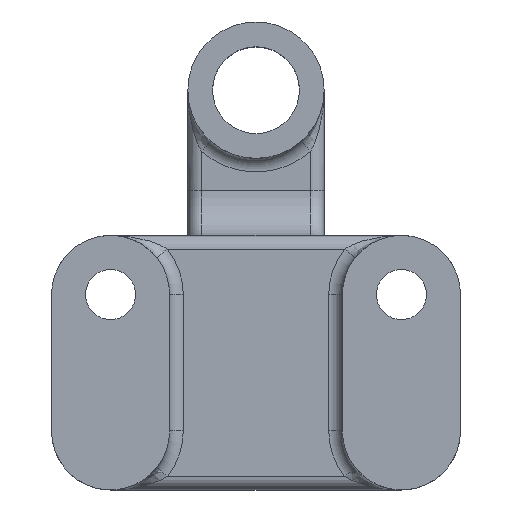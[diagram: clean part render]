
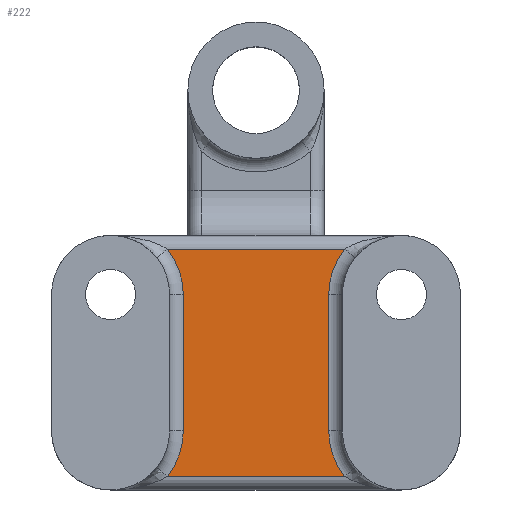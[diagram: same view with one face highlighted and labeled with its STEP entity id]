
A CAD part, top view. The second image highlights one B-rep face of the part: STEP entity #222.
In plain terms, the highlighted planar face has unit normal (0, 0, 1).
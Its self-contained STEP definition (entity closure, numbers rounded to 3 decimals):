
#44 = ORIENTED_EDGE ( 'NONE', *, *, #259, .T. ) ;
#71 = VERTEX_POINT ( 'NONE', #1802 ) ;
#139 = EDGE_CURVE ( 'NONE', #260, #2462, #1362, .T. ) ;
#171 = CIRCLE ( 'NONE', #1884, 16. ) ;
#186 = DIRECTION ( 'NONE',  ( 0., 0., -1. ) ) ;
#222 = ADVANCED_FACE ( 'NONE', ( #2557 ), #1469, .F. ) ;
#259 = EDGE_CURVE ( 'NONE', #1903, #260, #1855, .T. ) ;
#260 = VERTEX_POINT ( 'NONE', #2085 ) ;
#278 = CARTESIAN_POINT ( 'NONE',  ( -16., 0., 17. ) ) ;
#283 = CARTESIAN_POINT ( 'NONE',  ( -32., -30., 17. ) ) ;
#321 = EDGE_CURVE ( 'NONE', #2462, #569, #1052, .T. ) ;
#327 = VECTOR ( 'NONE', #1757, 1000. ) ;
#371 = VERTEX_POINT ( 'NONE', #452 ) ;
#372 = AXIS2_PLACEMENT_3D ( 'NONE', #2741, #186, #2331 ) ;
#421 = AXIS2_PLACEMENT_3D ( 'NONE', #1021, #1483, #2569 ) ;
#444 = CIRCLE ( 'NONE', #801, 16. ) ;
#452 = CARTESIAN_POINT ( 'NONE',  ( -16., 0., 17. ) ) ;
#464 = EDGE_CURVE ( 'NONE', #371, #2521, #2009, .T. ) ;
#567 = ORIENTED_EDGE ( 'NONE', *, *, #139, .T. ) ;
#569 = VERTEX_POINT ( 'NONE', #2332 ) ;
#617 = CARTESIAN_POINT ( 'NONE',  ( -19.51, -40., 17. ) ) ;
#801 = AXIS2_PLACEMENT_3D ( 'NONE', #283, #1940, #860 ) ;
#807 = ORIENTED_EDGE ( 'NONE', *, *, #321, .T. ) ;
#857 = ORIENTED_EDGE ( 'NONE', *, *, #1346, .T. ) ;
#860 = DIRECTION ( 'NONE',  ( -1., 0., 0. ) ) ;
#905 = CARTESIAN_POINT ( 'NONE',  ( 32., -40., 17. ) ) ;
#966 = CARTESIAN_POINT ( 'NONE',  ( -32., 0., 17. ) ) ;
#1021 = CARTESIAN_POINT ( 'NONE',  ( 32., -30., 17. ) ) ;
#1052 = CIRCLE ( 'NONE', #1185, 16. ) ;
#1056 = CARTESIAN_POINT ( 'NONE',  ( -16., -30., 17. ) ) ;
#1075 = VECTOR ( 'NONE', #1352, 1000. ) ;
#1165 = EDGE_CURVE ( 'NONE', #569, #71, #2636, .T. ) ;
#1185 = AXIS2_PLACEMENT_3D ( 'NONE', #1755, #1771, #1739 ) ;
#1187 = EDGE_CURVE ( 'NONE', #1271, #1903, #1194, .T. ) ;
#1194 = LINE ( 'NONE', #905, #2790 ) ;
#1271 = VERTEX_POINT ( 'NONE', #617 ) ;
#1316 = VECTOR ( 'NONE', #1568, 1000. ) ;
#1346 = EDGE_CURVE ( 'NONE', #2521, #1271, #444, .T. ) ;
#1352 = DIRECTION ( 'NONE',  ( -1., 0., 0. ) ) ;
#1362 = LINE ( 'NONE', #2648, #327 ) ;
#1382 = CARTESIAN_POINT ( 'NONE',  ( 32., 10., 17. ) ) ;
#1383 = DIRECTION ( 'NONE',  ( -1., 0., 0. ) ) ;
#1408 = EDGE_CURVE ( 'NONE', #71, #371, #171, .T. ) ;
#1469 = PLANE ( 'NONE',  #372 ) ;
#1483 = DIRECTION ( 'NONE',  ( 0., 0., -1. ) ) ;
#1568 = DIRECTION ( 'NONE',  ( 0., -1., 0. ) ) ;
#1573 = ORIENTED_EDGE ( 'NONE', *, *, #1187, .T. ) ;
#1598 = EDGE_LOOP ( 'NONE', ( #1573, #44, #567, #807, #2795, #2038, #1645, #857 ) ) ;
#1601 = CARTESIAN_POINT ( 'NONE',  ( 19.51, -40., 17. ) ) ;
#1645 = ORIENTED_EDGE ( 'NONE', *, *, #464, .T. ) ;
#1739 = DIRECTION ( 'NONE',  ( -1., 0., 0. ) ) ;
#1755 = CARTESIAN_POINT ( 'NONE',  ( 32., 0., 17. ) ) ;
#1757 = DIRECTION ( 'NONE',  ( 0., 1., 0. ) ) ;
#1761 = DIRECTION ( 'NONE',  ( 1., 0., 0. ) ) ;
#1771 = DIRECTION ( 'NONE',  ( 0., 0., -1. ) ) ;
#1802 = CARTESIAN_POINT ( 'NONE',  ( -19.51, 10., 17. ) ) ;
#1855 = CIRCLE ( 'NONE', #421, 16. ) ;
#1884 = AXIS2_PLACEMENT_3D ( 'NONE', #966, #2491, #1383 ) ;
#1903 = VERTEX_POINT ( 'NONE', #1601 ) ;
#1940 = DIRECTION ( 'NONE',  ( 0., 0., -1. ) ) ;
#2009 = LINE ( 'NONE', #278, #1316 ) ;
#2038 = ORIENTED_EDGE ( 'NONE', *, *, #1408, .T. ) ;
#2085 = CARTESIAN_POINT ( 'NONE',  ( 16., -30., 17. ) ) ;
#2248 = CARTESIAN_POINT ( 'NONE',  ( 16., 0., 17. ) ) ;
#2331 = DIRECTION ( 'NONE',  ( -1., 0., 0. ) ) ;
#2332 = CARTESIAN_POINT ( 'NONE',  ( 19.51, 10., 17. ) ) ;
#2462 = VERTEX_POINT ( 'NONE', #2248 ) ;
#2491 = DIRECTION ( 'NONE',  ( 0., 0., -1. ) ) ;
#2521 = VERTEX_POINT ( 'NONE', #1056 ) ;
#2557 = FACE_OUTER_BOUND ( 'NONE', #1598, .T. ) ;
#2569 = DIRECTION ( 'NONE',  ( -1., 0., 0. ) ) ;
#2636 = LINE ( 'NONE', #1382, #1075 ) ;
#2648 = CARTESIAN_POINT ( 'NONE',  ( 16., 0., 17. ) ) ;
#2741 = CARTESIAN_POINT ( 'NONE',  ( 32., 0., 17. ) ) ;
#2790 = VECTOR ( 'NONE', #1761, 1000. ) ;
#2795 = ORIENTED_EDGE ( 'NONE', *, *, #1165, .T. ) ;
